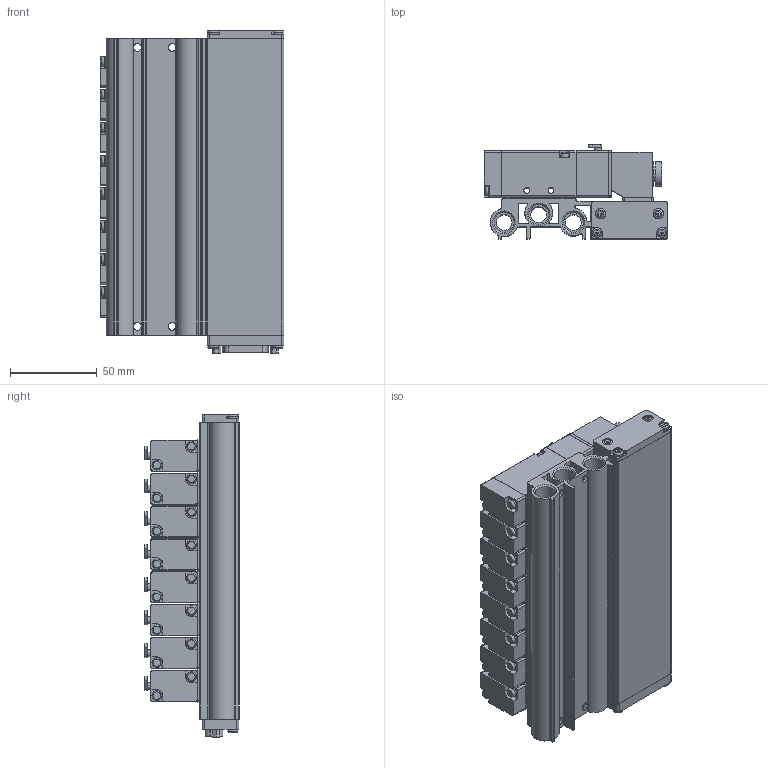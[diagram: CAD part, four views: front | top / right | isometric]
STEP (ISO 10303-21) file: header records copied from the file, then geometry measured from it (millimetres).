
FILE_DESCRIPTION(/* description */ ('STEP AP203'),/* implementation_level */ '2;1');
FILE_NAME(/* name */ 'S1R-8-06E4(SSSSSSSS)',/* time_stamp */ '2025-03-19T21:29:01+01:00',/* author */ ('License CC BY-ND 4.0'),/* organization */ ('CADENAS'),/* preprocessor_version */ 'ST-DEVELOPER v19.3',/* originating_system */ 'PARTsolutions',/* authorisation */ ' ');
FILE_SCHEMA (('CONFIG_CONTROL_DESIGN'));
Length unit declared in the file: millimetre
Products named in the file (4): S1R-8-06E4(SSSSSSSS); S1R-8-06E4(SSSSSSSS)S_dummy; RV521-8F(M5); RV5211C06E1_SR
Assembly tree (10 placements, depth 2):
  S1R-8-06E4(SSSSSSSS)
    S1R-8-06E4(SSSSSSSS)S_dummy
    RV521-8F(M5)
    RV5211C06E1_SR  x8
Bounding box: 106 x 54.4 x 186.1 mm (x, y, z)
Volume: 634276 mm3; surface area: 194326.7 mm2
Topology: 9 solids, 33 shells, 1666 faces, 4020 edges, 2616 vertices
Faces by surface type: plane 988, cylinder 532, torus 70, cone 60, sphere 16
Full cylindrical faces by diameter (mm): 1 x15, 2.459 x18, 3.3 x32, 3.4 x8, 4 x8, 4.5 x4, 4.6 x16, 5.6 x16, 5.8 x6, 6 x2, 8 x8, 8.566 x40, 9.157 x3, 9.2 x8, 11.445 x6, 14 x8, 14.2 x16
Entity records: 15362 total; most frequent: CARTESIAN_POINT 2851, DIRECTION 2640, ORIENTED_EDGE 2286, EDGE_CURVE 1143, AXIS2_PLACEMENT_3D 979, VERTEX_POINT 829, EDGE_LOOP 802, FACE_BOUND 802
